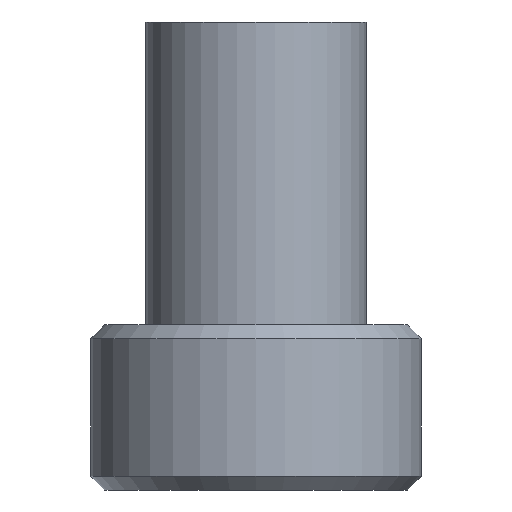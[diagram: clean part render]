
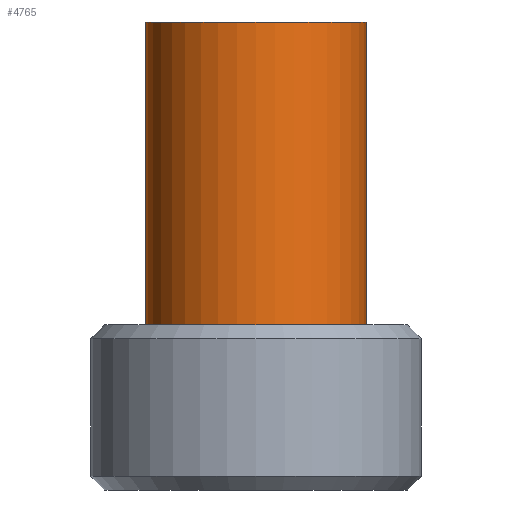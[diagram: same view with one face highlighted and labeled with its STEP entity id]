
A CAD part, left-side view. The second image highlights one B-rep face of the part: STEP entity #4765.
In plain terms, the highlighted cylindrical face has radius 4 mm (diameter 8 mm), a full revolution.
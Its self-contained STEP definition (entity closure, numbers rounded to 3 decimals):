
#48=CYLINDRICAL_SURFACE('',#4945,4.);
#54=CIRCLE('',#4933,4.);
#59=CIRCLE('',#4946,4.);
#840=FACE_OUTER_BOUND('',#1123,.T.);
#1123=EDGE_LOOP('',(#4307,#4308,#4309,#4310));
#1469=LINE('',#9134,#1813);
#1813=VECTOR('',#5471,4.);
#2272=VERTEX_POINT('',#9113);
#2277=VERTEX_POINT('',#9133);
#2956=EDGE_CURVE('',#2272,#2272,#54,.T.);
#2963=EDGE_CURVE('',#2272,#2277,#1469,.T.);
#2964=EDGE_CURVE('',#2277,#2277,#59,.T.);
#4307=ORIENTED_EDGE('',*,*,#2956,.T.);
#4308=ORIENTED_EDGE('',*,*,#2963,.T.);
#4309=ORIENTED_EDGE('',*,*,#2964,.F.);
#4310=ORIENTED_EDGE('',*,*,#2963,.F.);
#4765=ADVANCED_FACE('',(#840),#48,.T.);
#4933=AXIS2_PLACEMENT_3D('',#9114,#5443,#5444);
#4945=AXIS2_PLACEMENT_3D('',#9132,#5469,#5470);
#4946=AXIS2_PLACEMENT_3D('',#9135,#5472,#5473);
#5443=DIRECTION('center_axis',(0.,0.,-1.));
#5444=DIRECTION('ref_axis',(-1.,0.,0.));
#5469=DIRECTION('center_axis',(0.,0.,1.));
#5470=DIRECTION('ref_axis',(-1.,0.,0.));
#5471=DIRECTION('',(0.,0.,-1.));
#5472=DIRECTION('center_axis',(0.,0.,-1.));
#5473=DIRECTION('ref_axis',(-1.,0.,0.));
#9113=CARTESIAN_POINT('',(4.,0.,11.));
#9114=CARTESIAN_POINT('Origin',(0.,0.,11.));
#9132=CARTESIAN_POINT('Origin',(0.,0.,0.));
#9133=CARTESIAN_POINT('',(4.,0.,0.));
#9134=CARTESIAN_POINT('',(4.,0.,0.));
#9135=CARTESIAN_POINT('Origin',(0.,0.,0.));
